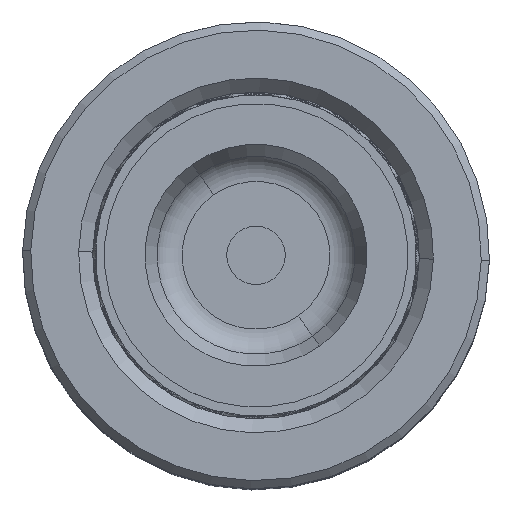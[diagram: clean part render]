
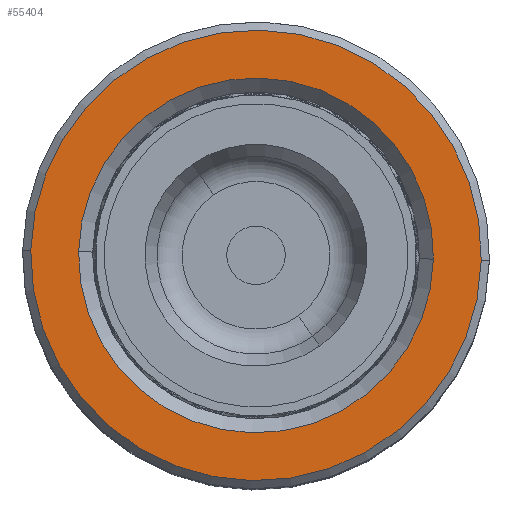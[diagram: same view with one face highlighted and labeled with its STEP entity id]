
A CAD part, top view. The second image highlights one B-rep face of the part: STEP entity #55404.
In plain terms, the highlighted planar face has unit normal (0, 0, 1).
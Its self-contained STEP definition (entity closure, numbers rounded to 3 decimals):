
#1295 = CARTESIAN_POINT ( 'NONE',  ( 0., 0., 60. ) ) ;
#2424 = CARTESIAN_POINT ( 'NONE',  ( 19.3, 0., 60. ) ) ;
#2641 = VERTEX_POINT ( 'NONE', #2424 ) ;
#3258 = EDGE_CURVE ( 'NONE', #2641, #8813, #18088, .T. ) ;
#4222 = AXIS2_PLACEMENT_3D ( 'NONE', #13980, #27957, #4805 ) ;
#4805 = DIRECTION ( 'NONE',  ( 1., 0., 0. ) ) ;
#5212 = AXIS2_PLACEMENT_3D ( 'NONE', #53357, #58069, #39648 ) ;
#5537 = DIRECTION ( 'NONE',  ( 1., 0., 0. ) ) ;
#8321 = AXIS2_PLACEMENT_3D ( 'NONE', #28024, #14246, #59379 ) ;
#8813 = VERTEX_POINT ( 'NONE', #43869 ) ;
#13980 = CARTESIAN_POINT ( 'NONE',  ( 0., 0., 60. ) ) ;
#14246 = DIRECTION ( 'NONE',  ( 0., 0., -1. ) ) ;
#16124 = ORIENTED_EDGE ( 'NONE', *, *, #43609, .T. ) ;
#18088 = CIRCLE ( 'NONE', #5212, 19.3 ) ;
#19376 = DIRECTION ( 'NONE',  ( 0., 0., 1. ) ) ;
#20098 = CARTESIAN_POINT ( 'NONE',  ( 0., 0., 60. ) ) ;
#20299 = VERTEX_POINT ( 'NONE', #40299 ) ;
#20323 = FACE_OUTER_BOUND ( 'NONE', #59242, .T. ) ;
#21692 = ORIENTED_EDGE ( 'NONE', *, *, #3258, .T. ) ;
#27272 = CIRCLE ( 'NONE', #33021, 15.2 ) ;
#27957 = DIRECTION ( 'NONE',  ( 0., 0., 1. ) ) ;
#28024 = CARTESIAN_POINT ( 'NONE',  ( 0., 0., 60. ) ) ;
#29210 = AXIS2_PLACEMENT_3D ( 'NONE', #1295, #19376, #5537 ) ;
#33021 = AXIS2_PLACEMENT_3D ( 'NONE', #20098, #52240, #57555 ) ;
#34822 = FACE_BOUND ( 'NONE', #46217, .T. ) ;
#39648 = DIRECTION ( 'NONE',  ( 1., 0., 0. ) ) ;
#40007 = CIRCLE ( 'NONE', #8321, 15.2 ) ;
#40299 = CARTESIAN_POINT ( 'NONE',  ( 15.2, 0., 60. ) ) ;
#40948 = CIRCLE ( 'NONE', #29210, 19.3 ) ;
#43609 = EDGE_CURVE ( 'NONE', #20299, #54744, #27272, .T. ) ;
#43869 = CARTESIAN_POINT ( 'NONE',  ( -19.3, 0., 60. ) ) ;
#46217 = EDGE_LOOP ( 'NONE', ( #16124, #57836 ) ) ;
#47135 = EDGE_CURVE ( 'NONE', #8813, #2641, #40948, .T. ) ;
#50463 = CARTESIAN_POINT ( 'NONE',  ( -15.2, 0., 60. ) ) ;
#52240 = DIRECTION ( 'NONE',  ( 0., 0., -1. ) ) ;
#52934 = EDGE_CURVE ( 'NONE', #54744, #20299, #40007, .T. ) ;
#53357 = CARTESIAN_POINT ( 'NONE',  ( 0., 0., 60. ) ) ;
#54744 = VERTEX_POINT ( 'NONE', #50463 ) ;
#55263 = ORIENTED_EDGE ( 'NONE', *, *, #47135, .T. ) ;
#55404 = ADVANCED_FACE ( 'NONE', ( #20323, #34822 ), #55842, .T. ) ;
#55842 = PLANE ( 'NONE',  #4222 ) ;
#57555 = DIRECTION ( 'NONE',  ( 1., 0., 0. ) ) ;
#57836 = ORIENTED_EDGE ( 'NONE', *, *, #52934, .T. ) ;
#58069 = DIRECTION ( 'NONE',  ( 0., 0., 1. ) ) ;
#59242 = EDGE_LOOP ( 'NONE', ( #55263, #21692 ) ) ;
#59379 = DIRECTION ( 'NONE',  ( 1., 0., 0. ) ) ;
